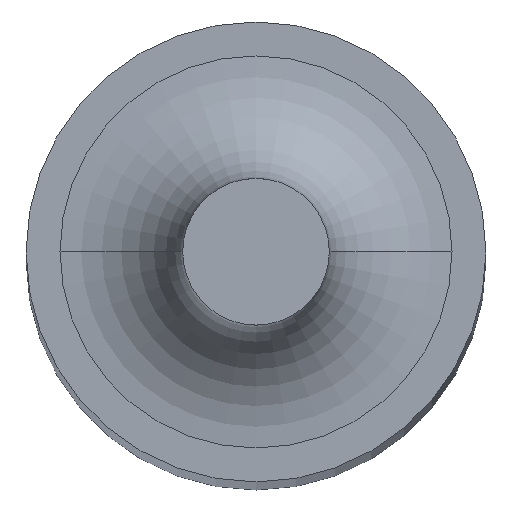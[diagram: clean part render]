
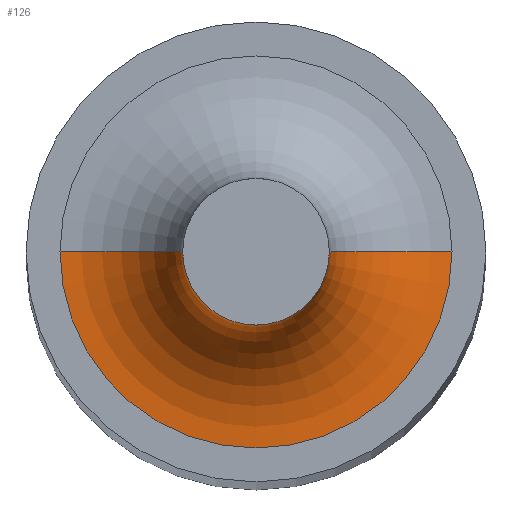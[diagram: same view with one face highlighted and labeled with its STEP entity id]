
A CAD part, top view. The second image highlights one B-rep face of the part: STEP entity #126.
In plain terms, the highlighted toroidal (fillet/blend) face has major radius 2.03 mm and minor radius 1.27 mm.
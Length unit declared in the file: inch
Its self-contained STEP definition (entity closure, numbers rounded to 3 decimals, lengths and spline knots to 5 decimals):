
#3 = ORIENTED_EDGE ( 'NONE', *, *, #393, .F. ) ;
#15 = VERTEX_POINT ( 'NONE', #187 ) ;
#25 = EDGE_CURVE ( 'NONE', #345, #92, #327, .T. ) ;
#32 = CIRCLE ( 'NONE', #334, 0.05 ) ;
#37 = EDGE_CURVE ( 'NONE', #373, #345, #359, .T. ) ;
#39 = DIRECTION ( 'NONE',  ( -1., 0., 0. ) ) ;
#40 = DIRECTION ( 'NONE',  ( 0., 0., -1. ) ) ;
#59 = CARTESIAN_POINT ( 'NONE',  ( -0.02991, 0., 1.995 ) ) ;
#92 = VERTEX_POINT ( 'NONE', #160 ) ;
#94 = DIRECTION ( 'NONE',  ( 0., 1., 0. ) ) ;
#96 = TOROIDAL_SURFACE ( 'NONE', #163, 0.07991, 0.05 ) ;
#126 = ADVANCED_FACE ( 'NONE', ( #330 ), #96, .F. ) ;
#160 = CARTESIAN_POINT ( 'NONE',  ( -0.07991, 0., 1.945 ) ) ;
#161 = DIRECTION ( 'NONE',  ( 0., 0., -1. ) ) ;
#163 = AXIS2_PLACEMENT_3D ( 'NONE', #231, #364, #39 ) ;
#171 = DIRECTION ( 'NONE',  ( -1., 0., 0. ) ) ;
#187 = CARTESIAN_POINT ( 'NONE',  ( 0.07991, 0., 1.945 ) ) ;
#190 = DIRECTION ( 'NONE',  ( 0., 0., 1. ) ) ;
#197 = DIRECTION ( 'NONE',  ( 0., -1., 0. ) ) ;
#227 = CARTESIAN_POINT ( 'NONE',  ( 0.02991, 0., 1.995 ) ) ;
#231 = CARTESIAN_POINT ( 'NONE',  ( 0., 0., 1.995 ) ) ;
#237 = EDGE_LOOP ( 'NONE', ( #375, #314, #267, #3 ) ) ;
#243 = AXIS2_PLACEMENT_3D ( 'NONE', #394, #40, #171 ) ;
#256 = CIRCLE ( 'NONE', #243, 0.07991 ) ;
#267 = ORIENTED_EDGE ( 'NONE', *, *, #25, .T. ) ;
#283 = AXIS2_PLACEMENT_3D ( 'NONE', #321, #161, #387 ) ;
#307 = AXIS2_PLACEMENT_3D ( 'NONE', #318, #94, #190 ) ;
#314 = ORIENTED_EDGE ( 'NONE', *, *, #37, .T. ) ;
#318 = CARTESIAN_POINT ( 'NONE',  ( -0.07991, 0., 1.995 ) ) ;
#321 = CARTESIAN_POINT ( 'NONE',  ( 0., 0., 1.995 ) ) ;
#327 = CIRCLE ( 'NONE', #307, 0.05 ) ;
#329 = DIRECTION ( 'NONE',  ( 1., 0., 0. ) ) ;
#330 = FACE_OUTER_BOUND ( 'NONE', #237, .T. ) ;
#334 = AXIS2_PLACEMENT_3D ( 'NONE', #347, #197, #329 ) ;
#345 = VERTEX_POINT ( 'NONE', #59 ) ;
#347 = CARTESIAN_POINT ( 'NONE',  ( 0.07991, 0., 1.995 ) ) ;
#358 = EDGE_CURVE ( 'NONE', #373, #15, #32, .T. ) ;
#359 = CIRCLE ( 'NONE', #283, 0.02991 ) ;
#364 = DIRECTION ( 'NONE',  ( 0., 0., 1. ) ) ;
#373 = VERTEX_POINT ( 'NONE', #227 ) ;
#375 = ORIENTED_EDGE ( 'NONE', *, *, #358, .F. ) ;
#387 = DIRECTION ( 'NONE',  ( -1., 0., 0. ) ) ;
#393 = EDGE_CURVE ( 'NONE', #15, #92, #256, .T. ) ;
#394 = CARTESIAN_POINT ( 'NONE',  ( 0., 0., 1.945 ) ) ;
